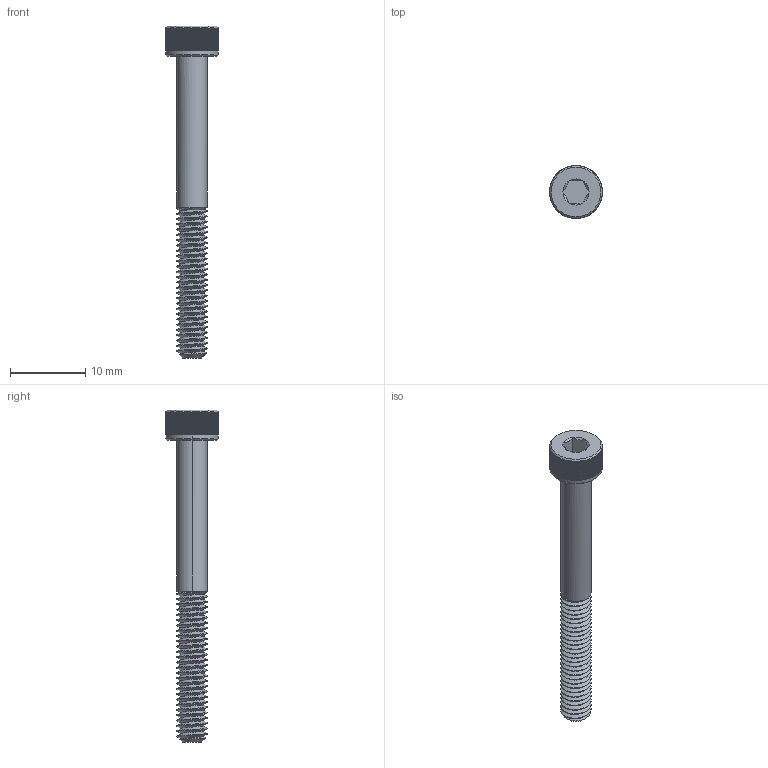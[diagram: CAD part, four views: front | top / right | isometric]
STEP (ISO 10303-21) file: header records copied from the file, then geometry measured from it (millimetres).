
FILE_DESCRIPTION (( 'STEP AP203' ), '1' );
FILE_NAME ('91290A184_Black-Oxide Alloy Steel Socket Head Screw.STEP', '2021-10-14T13:29:50', ( 'Administrator' ), ( 'Managed by Terraform' ), 'SwSTEP 2.0', 'SolidWorks 2017', '' );
FILE_SCHEMA (( 'CONFIG_CONTROL_DESIGN' ));
Length unit declared in the file: millimetre
Products named in the file (1): 91290A184_Black-Oxide Alloy Steel Socket Head Screw
Bounding box: 7 x 7 x 44 mm (x, y, z)
Volume: 571.2 mm3; surface area: 954.3 mm2
Topology: 1 solids, 1 shells, 788 faces, 1815 edges, 1204 vertices
Faces by surface type: plane 710, cylinder 59, cone 16, bspline 3
Entity records: 25715 total; most frequent: CARTESIAN_POINT 7685, DIRECTION 3631, ORIENTED_EDGE 3630, EDGE_CURVE 1815, LINE 1307, VECTOR 1307, VERTEX_POINT 1204, AXIS2_PLACEMENT_3D 1162
